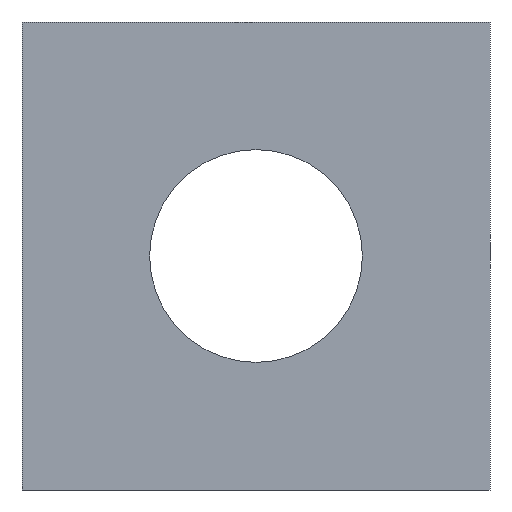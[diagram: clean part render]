
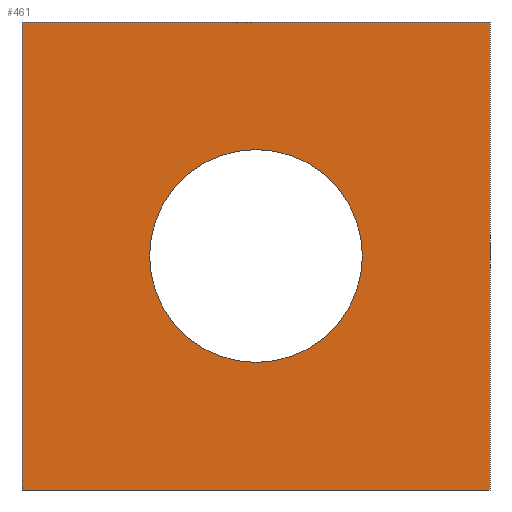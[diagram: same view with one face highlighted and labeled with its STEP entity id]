
A CAD part, front view. The second image highlights one B-rep face of the part: STEP entity #461.
In plain terms, the highlighted planar face has unit normal (0, -1, 0).
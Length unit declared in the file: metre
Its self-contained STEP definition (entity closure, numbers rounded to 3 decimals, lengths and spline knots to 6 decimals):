
#15 = ORIENTED_EDGE ( 'NONE', *, *, #220, .T. ) ;
#31 = CARTESIAN_POINT ( 'NONE',  ( 0., 0., 0. ) ) ;
#37 = DIRECTION ( 'NONE',  ( 0., 1., 0. ) ) ;
#42 = LINE ( 'NONE', #168, #384 ) ;
#46 = VERTEX_POINT ( 'NONE', #146 ) ;
#71 = FACE_OUTER_BOUND ( 'NONE', #641, .T. ) ;
#82 = CARTESIAN_POINT ( 'NONE',  ( -0.0165, 0., 0.0165 ) ) ;
#127 = VERTEX_POINT ( 'NONE', #792 ) ;
#146 = CARTESIAN_POINT ( 'NONE',  ( -0.0165, 0., 0.0165 ) ) ;
#156 = CARTESIAN_POINT ( 'NONE',  ( 0., 0., 0. ) ) ;
#168 = CARTESIAN_POINT ( 'NONE',  ( -0.0165, 0., -0.0165 ) ) ;
#220 = EDGE_CURVE ( 'NONE', #442, #127, #319, .T. ) ;
#257 = EDGE_CURVE ( 'NONE', #591, #689, #42, .T. ) ;
#266 = EDGE_LOOP ( 'NONE', ( #687, #15 ) ) ;
#304 = LINE ( 'NONE', #359, #411 ) ;
#310 = LINE ( 'NONE', #82, #735 ) ;
#313 = ORIENTED_EDGE ( 'NONE', *, *, #257, .F. ) ;
#319 = CIRCLE ( 'NONE', #663, 0.0075 ) ;
#359 = CARTESIAN_POINT ( 'NONE',  ( -0.0165, 0., 0.0165 ) ) ;
#384 = VECTOR ( 'NONE', #606, 1. ) ;
#388 = EDGE_CURVE ( 'NONE', #472, #591, #647, .T. ) ;
#393 = CARTESIAN_POINT ( 'NONE',  ( 0., 0., 0.0075 ) ) ;
#402 = CIRCLE ( 'NONE', #541, 0.0075 ) ;
#411 = VECTOR ( 'NONE', #486, 1. ) ;
#429 = CARTESIAN_POINT ( 'NONE',  ( 0.0165, 0., -0.0165 ) ) ;
#431 = CARTESIAN_POINT ( 'NONE',  ( 0., 0., 0. ) ) ;
#442 = VERTEX_POINT ( 'NONE', #393 ) ;
#454 = VECTOR ( 'NONE', #766, 1. ) ;
#461 = ADVANCED_FACE ( 'NONE', ( #71, #528 ), #723, .T. ) ;
#472 = VERTEX_POINT ( 'NONE', #722 ) ;
#486 = DIRECTION ( 'NONE',  ( 0., 0., 1. ) ) ;
#494 = ORIENTED_EDGE ( 'NONE', *, *, #645, .F. ) ;
#504 = AXIS2_PLACEMENT_3D ( 'NONE', #156, #583, #533 ) ;
#514 = ORIENTED_EDGE ( 'NONE', *, *, #388, .F. ) ;
#528 = FACE_BOUND ( 'NONE', #266, .T. ) ;
#533 = DIRECTION ( 'NONE',  ( 0., 0., -1. ) ) ;
#541 = AXIS2_PLACEMENT_3D ( 'NONE', #31, #37, #726 ) ;
#550 = CARTESIAN_POINT ( 'NONE',  ( -0.0165, 0., -0.0165 ) ) ;
#577 = ORIENTED_EDGE ( 'NONE', *, *, #771, .F. ) ;
#583 = DIRECTION ( 'NONE',  ( 0., -1., 0. ) ) ;
#591 = VERTEX_POINT ( 'NONE', #429 ) ;
#595 = EDGE_CURVE ( 'NONE', #127, #442, #402, .T. ) ;
#606 = DIRECTION ( 'NONE',  ( -1., 0., 0. ) ) ;
#641 = EDGE_LOOP ( 'NONE', ( #494, #313, #514, #577 ) ) ;
#645 = EDGE_CURVE ( 'NONE', #689, #46, #304, .T. ) ;
#647 = LINE ( 'NONE', #660, #454 ) ;
#660 = CARTESIAN_POINT ( 'NONE',  ( 0.0165, 0., 0.0165 ) ) ;
#663 = AXIS2_PLACEMENT_3D ( 'NONE', #431, #675, #783 ) ;
#675 = DIRECTION ( 'NONE',  ( 0., 1., 0. ) ) ;
#687 = ORIENTED_EDGE ( 'NONE', *, *, #595, .T. ) ;
#689 = VERTEX_POINT ( 'NONE', #550 ) ;
#722 = CARTESIAN_POINT ( 'NONE',  ( 0.0165, 0., 0.0165 ) ) ;
#723 = PLANE ( 'NONE',  #504 ) ;
#726 = DIRECTION ( 'NONE',  ( 0., 0., 1. ) ) ;
#735 = VECTOR ( 'NONE', #764, 1. ) ;
#764 = DIRECTION ( 'NONE',  ( 1., 0., 0. ) ) ;
#766 = DIRECTION ( 'NONE',  ( 0., 0., -1. ) ) ;
#771 = EDGE_CURVE ( 'NONE', #46, #472, #310, .T. ) ;
#783 = DIRECTION ( 'NONE',  ( 0., 0., 1. ) ) ;
#792 = CARTESIAN_POINT ( 'NONE',  ( 0., 0., -0.0075 ) ) ;
